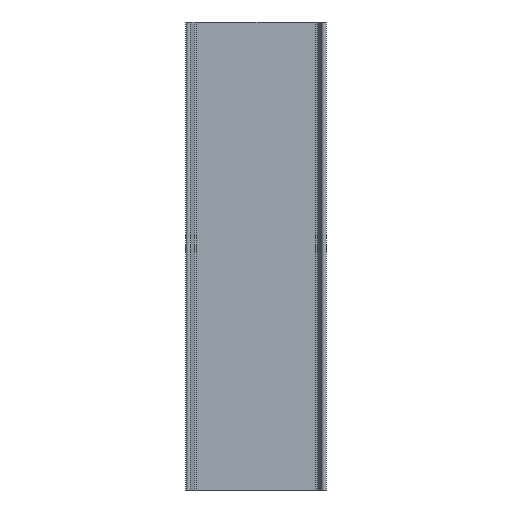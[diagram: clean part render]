
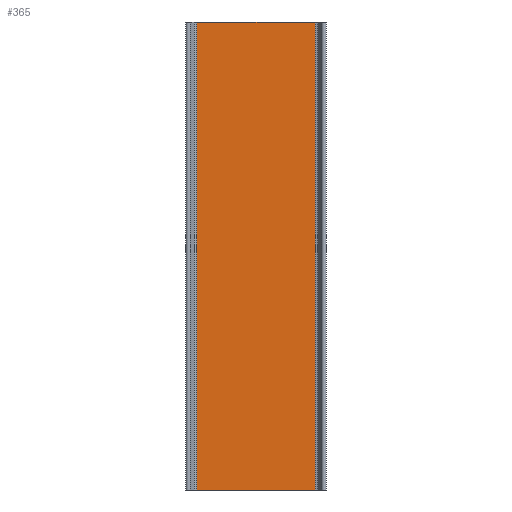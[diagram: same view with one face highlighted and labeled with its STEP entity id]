
A CAD part, front view. The second image highlights one B-rep face of the part: STEP entity #365.
In plain terms, the highlighted planar face has unit normal (0, -1, 0).
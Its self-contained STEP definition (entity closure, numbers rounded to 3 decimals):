
#39=FACE_OUTER_BOUND('',#59,.T.);
#59=EDGE_LOOP('',(#245,#246,#247,#248));
#79=LINE('',#539,#117);
#80=LINE('',#541,#118);
#81=LINE('',#543,#119);
#82=LINE('',#544,#120);
#117=VECTOR('',#427,25.4);
#118=VECTOR('',#428,100.);
#119=VECTOR('',#429,25.4);
#120=VECTOR('',#430,100.);
#155=VERTEX_POINT('',#537);
#156=VERTEX_POINT('',#538);
#157=VERTEX_POINT('',#540);
#158=VERTEX_POINT('',#542);
#191=EDGE_CURVE('',#155,#156,#79,.T.);
#192=EDGE_CURVE('',#157,#155,#80,.T.);
#193=EDGE_CURVE('',#158,#157,#81,.T.);
#194=EDGE_CURVE('',#158,#156,#82,.T.);
#245=ORIENTED_EDGE('',*,*,#191,.F.);
#246=ORIENTED_EDGE('',*,*,#192,.F.);
#247=ORIENTED_EDGE('',*,*,#193,.F.);
#248=ORIENTED_EDGE('',*,*,#194,.T.);
#353=PLANE('',#387);
#365=ADVANCED_FACE('',(#39),#353,.F.);
#387=AXIS2_PLACEMENT_3D('',#536,#425,#426);
#425=DIRECTION('center_axis',(0.,1.,0.));
#426=DIRECTION('ref_axis',(-1.,0.,0.));
#427=DIRECTION('',(1.,0.,0.));
#428=DIRECTION('',(0.,0.,1.));
#429=DIRECTION('',(-1.,0.,0.));
#430=DIRECTION('',(0.,0.,1.));
#536=CARTESIAN_POINT('Origin',(12.7,-1.3,0.));
#537=CARTESIAN_POINT('',(-12.7,-1.3,100.));
#538=CARTESIAN_POINT('',(12.7,-1.3,100.));
#539=CARTESIAN_POINT('',(6.35,-1.3,100.));
#540=CARTESIAN_POINT('',(-12.7,-1.3,0.));
#541=CARTESIAN_POINT('',(-12.7,-1.3,0.));
#542=CARTESIAN_POINT('',(12.7,-1.3,0.));
#543=CARTESIAN_POINT('',(6.35,-1.3,0.));
#544=CARTESIAN_POINT('',(12.7,-1.3,0.));
